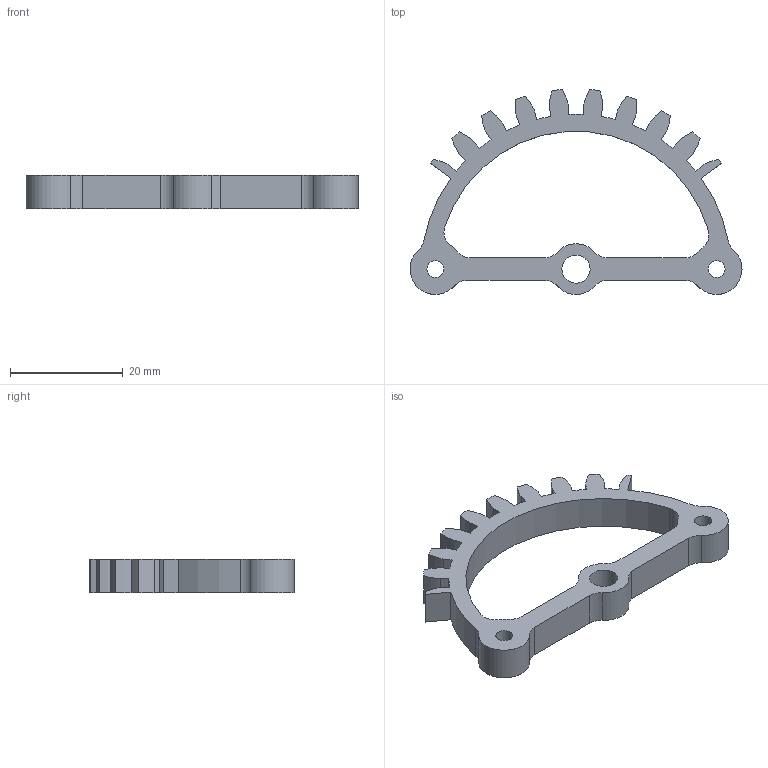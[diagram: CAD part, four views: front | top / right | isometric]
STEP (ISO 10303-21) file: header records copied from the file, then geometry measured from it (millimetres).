
FILE_DESCRIPTION(/* description */ (''),/* implementation_level */ '2;1');
FILE_NAME(/* name */ 'Big Gear v5.step',/* time_stamp */ '2024-09-11T13:47:39+02:00',/* author */ (''),/* organization */ (''),/* preprocessor_version */ 'ST-DEVELOPER v20',/* originating_system */ 'Autodesk Translation Framework v13.14.0.145',/* authorisation */ '');
FILE_SCHEMA (('AUTOMOTIVE_DESIGN { 1 0 10303 214 3 1 1 }'));
Length unit declared in the file: millimetre
Products named in the file (1): Big Gear
Bounding box: 59 x 36.41 x 6 mm (x, y, z)
Volume: 3673.3 mm3; surface area: 3646.1 mm2
Topology: 1 solids, 1 shells, 119 faces, 345 edges, 230 vertices
Faces by surface type: cylinder 51, plane 50, bspline 18
Full cylindrical faces by diameter (mm): 3 x2, 5 x1
Entity records: 18156 total; most frequent: CARTESIAN_POINT 15077, ORIENTED_EDGE 690, DIRECTION 597, EDGE_CURVE 345, VERTEX_POINT 230, AXIS2_PLACEMENT_3D 204, LINE 189, VECTOR 189
